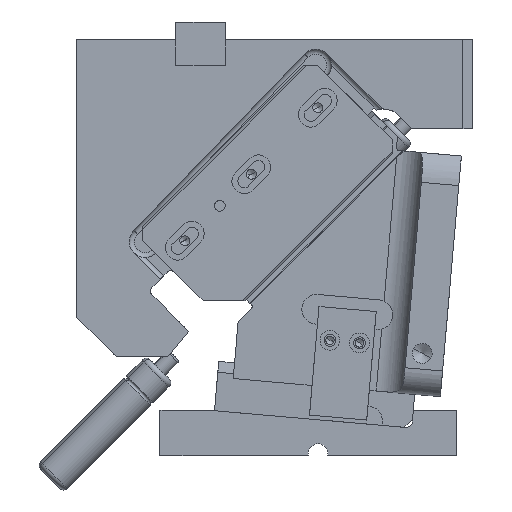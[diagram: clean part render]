
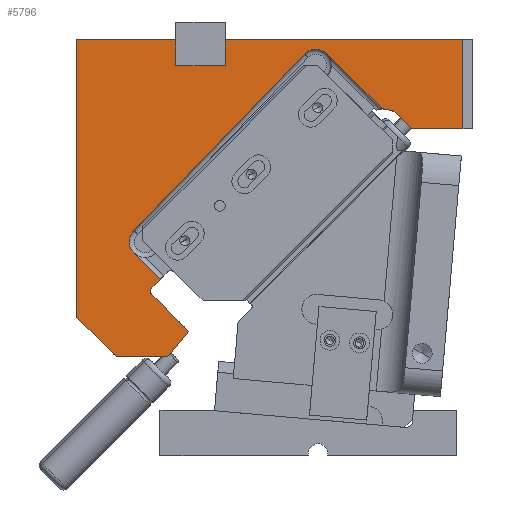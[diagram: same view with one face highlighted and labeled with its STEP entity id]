
A CAD part, front view. The second image highlights one B-rep face of the part: STEP entity #5796.
In plain terms, the highlighted planar face has unit normal (0, -1, 0).
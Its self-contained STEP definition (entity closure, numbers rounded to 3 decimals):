
#5219=CARTESIAN_POINT('Vertex',(-104.045,-24.,-55.)) ;
#5222=CARTESIAN_POINT('Line Origine',(-117.023,-24.,-55.)) ;
#5226=CARTESIAN_POINT('Vertex',(-130.,-24.,-55.)) ;
#5394=CARTESIAN_POINT('Vertex',(-150.,-24.,105.)) ;
#5427=CARTESIAN_POINT('Vertex',(-150.,-24.,-35.)) ;
#5430=CARTESIAN_POINT('Line Origine',(-150.,-24.,35.)) ;
#5615=CARTESIAN_POINT('Vertex',(-93.423,-24.,-42.341)) ;
#5618=CARTESIAN_POINT('Line Origine',(-98.734,-24.,-48.671)) ;
#5630=CARTESIAN_POINT('Axis2P3D Location',(0.,-24.,0.)) ;
#5635=CARTESIAN_POINT('Line Origine',(-102.75,-24.,-33.015)) ;
#5639=CARTESIAN_POINT('Vertex',(-112.076,-24.,-23.688)) ;
#5642=CARTESIAN_POINT('Axis2P3D Location',(-110.309,-24.,-21.92)) ;
#5646=CARTESIAN_POINT('Vertex',(-112.076,-24.,-20.153)) ;
#5649=CARTESIAN_POINT('Line Origine',(-109.955,-24.,-18.031)) ;
#5653=CARTESIAN_POINT('Vertex',(-107.834,-24.,-15.91)) ;
#5656=CARTESIAN_POINT('Line Origine',(-114.441,-24.,-9.302)) ;
#5660=CARTESIAN_POINT('Vertex',(-121.049,-24.,-2.695)) ;
#5663=CARTESIAN_POINT('Line Origine',(-121.048,-24.,-2.695)) ;
#5667=CARTESIAN_POINT('Vertex',(-121.048,-24.,-2.694)) ;
#5670=CARTESIAN_POINT('Axis2P3D Location',(-115.49,-24.,3.06)) ;
#5674=CARTESIAN_POINT('Vertex',(-121.245,-24.,8.618)) ;
#5677=CARTESIAN_POINT('Line Origine',(-78.17,-24.,53.224)) ;
#5681=CARTESIAN_POINT('Vertex',(-35.094,-24.,97.829)) ;
#5684=CARTESIAN_POINT('Axis2P3D Location',(-29.34,-24.,92.272)) ;
#5688=CARTESIAN_POINT('Vertex',(-23.783,-24.,98.027)) ;
#5691=CARTESIAN_POINT('Line Origine',(-23.782,-24.,98.027)) ;
#5695=CARTESIAN_POINT('Vertex',(-23.782,-24.,98.028)) ;
#5698=CARTESIAN_POINT('Line Origine',(-9.805,-24.,84.051)) ;
#5702=CARTESIAN_POINT('Vertex',(4.172,-24.,70.074)) ;
#5705=CARTESIAN_POINT('Axis2P3D Location',(4.95,-24.,60.104)) ;
#5709=CARTESIAN_POINT('Vertex',(12.021,-24.,67.175)) ;
#5712=CARTESIAN_POINT('Line Origine',(15.608,-24.,63.588)) ;
#5716=CARTESIAN_POINT('Vertex',(19.196,-24.,60.)) ;
#5719=CARTESIAN_POINT('Line Origine',(32.098,-24.,60.)) ;
#5723=CARTESIAN_POINT('Vertex',(45.,-24.,60.)) ;
#5726=CARTESIAN_POINT('Line Origine',(45.,-24.,82.5)) ;
#5730=CARTESIAN_POINT('Vertex',(45.,-24.,105.)) ;
#5733=CARTESIAN_POINT('Line Origine',(-15.,-24.,105.)) ;
#5737=CARTESIAN_POINT('Vertex',(-75.,-24.,105.)) ;
#5740=CARTESIAN_POINT('Line Origine',(-75.,-24.,98.5)) ;
#5744=CARTESIAN_POINT('Vertex',(-75.,-24.,92.)) ;
#5747=CARTESIAN_POINT('Line Origine',(-87.5,-24.,92.)) ;
#5751=CARTESIAN_POINT('Vertex',(-100.,-24.,92.)) ;
#5754=CARTESIAN_POINT('Line Origine',(-100.,-24.,98.5)) ;
#5758=CARTESIAN_POINT('Vertex',(-100.,-24.,105.)) ;
#5761=CARTESIAN_POINT('Line Origine',(-125.,-24.,105.)) ;
#5766=CARTESIAN_POINT('Line Origine',(-140.,-24.,-45.)) ;
#5223=DIRECTION('Vector Direction',(1.,0.,0.)) ;
#5431=DIRECTION('Vector Direction',(0.,0.,-1.)) ;
#5619=DIRECTION('Vector Direction',(-0.643,0.,-0.766)) ;
#5631=DIRECTION('Axis2P3D Direction',(0.,1.,0.)) ;
#5632=DIRECTION('Axis2P3D XDirection',(-1.,0.,0.)) ;
#5636=DIRECTION('Vector Direction',(0.707,0.,-0.707)) ;
#5643=DIRECTION('Axis2P3D Direction',(0.,1.,0.)) ;
#5650=DIRECTION('Vector Direction',(-0.707,0.,-0.707)) ;
#5657=DIRECTION('Vector Direction',(-0.707,0.,0.707)) ;
#5664=DIRECTION('Vector Direction',(-0.695,0.,-0.719)) ;
#5671=DIRECTION('Axis2P3D Direction',(0.,1.,0.)) ;
#5678=DIRECTION('Vector Direction',(0.695,0.,0.719)) ;
#5685=DIRECTION('Axis2P3D Direction',(0.,1.,0.)) ;
#5692=DIRECTION('Vector Direction',(-0.695,0.,-0.719)) ;
#5699=DIRECTION('Vector Direction',(-0.707,0.,0.707)) ;
#5706=DIRECTION('Axis2P3D Direction',(0.,1.,0.)) ;
#5713=DIRECTION('Vector Direction',(0.707,0.,-0.707)) ;
#5720=DIRECTION('Vector Direction',(-1.,0.,0.)) ;
#5727=DIRECTION('Vector Direction',(0.,0.,-1.)) ;
#5734=DIRECTION('Vector Direction',(1.,0.,0.)) ;
#5741=DIRECTION('Vector Direction',(0.,0.,1.)) ;
#5748=DIRECTION('Vector Direction',(1.,0.,0.)) ;
#5755=DIRECTION('Vector Direction',(0.,0.,1.)) ;
#5762=DIRECTION('Vector Direction',(1.,0.,0.)) ;
#5767=DIRECTION('Vector Direction',(0.707,0.,-0.707)) ;
#5633=AXIS2_PLACEMENT_3D('Plane Axis2P3D',#5630,#5631,#5632) ;
#5644=AXIS2_PLACEMENT_3D('Circle Axis2P3D',#5642,#5643,$) ;
#5672=AXIS2_PLACEMENT_3D('Circle Axis2P3D',#5670,#5671,$) ;
#5686=AXIS2_PLACEMENT_3D('Circle Axis2P3D',#5684,#5685,$) ;
#5707=AXIS2_PLACEMENT_3D('Circle Axis2P3D',#5705,#5706,$) ;
#5772=ORIENTED_EDGE('',*,*,#5641,.F.) ;
#5773=ORIENTED_EDGE('',*,*,#5648,.T.) ;
#5774=ORIENTED_EDGE('',*,*,#5655,.F.) ;
#5775=ORIENTED_EDGE('',*,*,#5662,.T.) ;
#5776=ORIENTED_EDGE('',*,*,#5669,.F.) ;
#5777=ORIENTED_EDGE('',*,*,#5676,.T.) ;
#5778=ORIENTED_EDGE('',*,*,#5683,.T.) ;
#5779=ORIENTED_EDGE('',*,*,#5690,.T.) ;
#5780=ORIENTED_EDGE('',*,*,#5697,.F.) ;
#5781=ORIENTED_EDGE('',*,*,#5704,.F.) ;
#5782=ORIENTED_EDGE('',*,*,#5711,.T.) ;
#5783=ORIENTED_EDGE('',*,*,#5718,.T.) ;
#5784=ORIENTED_EDGE('',*,*,#5725,.F.) ;
#5785=ORIENTED_EDGE('',*,*,#5732,.F.) ;
#5786=ORIENTED_EDGE('',*,*,#5739,.F.) ;
#5787=ORIENTED_EDGE('',*,*,#5746,.F.) ;
#5788=ORIENTED_EDGE('',*,*,#5753,.F.) ;
#5789=ORIENTED_EDGE('',*,*,#5760,.T.) ;
#5790=ORIENTED_EDGE('',*,*,#5765,.F.) ;
#5791=ORIENTED_EDGE('',*,*,#5434,.T.) ;
#5792=ORIENTED_EDGE('',*,*,#5770,.F.) ;
#5793=ORIENTED_EDGE('',*,*,#5228,.F.) ;
#5794=ORIENTED_EDGE('',*,*,#5622,.F.) ;
#5224=VECTOR('Line Direction',#5223,1.) ;
#5432=VECTOR('Line Direction',#5431,1.) ;
#5620=VECTOR('Line Direction',#5619,1.) ;
#5637=VECTOR('Line Direction',#5636,1.) ;
#5651=VECTOR('Line Direction',#5650,1.) ;
#5658=VECTOR('Line Direction',#5657,1.) ;
#5665=VECTOR('Line Direction',#5664,1.) ;
#5679=VECTOR('Line Direction',#5678,1.) ;
#5693=VECTOR('Line Direction',#5692,1.) ;
#5700=VECTOR('Line Direction',#5699,1.) ;
#5714=VECTOR('Line Direction',#5713,1.) ;
#5721=VECTOR('Line Direction',#5720,1.) ;
#5728=VECTOR('Line Direction',#5727,1.) ;
#5735=VECTOR('Line Direction',#5734,1.) ;
#5742=VECTOR('Line Direction',#5741,1.) ;
#5749=VECTOR('Line Direction',#5748,1.) ;
#5756=VECTOR('Line Direction',#5755,1.) ;
#5763=VECTOR('Line Direction',#5762,1.) ;
#5768=VECTOR('Line Direction',#5767,1.) ;
#5796=ADVANCED_FACE('SCHIEBERBETT',(#5795),#5634,.F.) ;
#5645=CIRCLE('generated circle',#5644,2.5) ;
#5673=CIRCLE('generated circle',#5672,8.) ;
#5687=CIRCLE('generated circle',#5686,8.) ;
#5708=CIRCLE('generated circle',#5707,10.) ;
#5228=EDGE_CURVE('',#5220,#5227,#5225,.F.) ;
#5434=EDGE_CURVE('',#5395,#5428,#5433,.T.) ;
#5622=EDGE_CURVE('',#5616,#5220,#5621,.T.) ;
#5641=EDGE_CURVE('',#5640,#5616,#5638,.T.) ;
#5648=EDGE_CURVE('',#5640,#5647,#5645,.T.) ;
#5655=EDGE_CURVE('',#5654,#5647,#5652,.T.) ;
#5662=EDGE_CURVE('',#5654,#5661,#5659,.T.) ;
#5669=EDGE_CURVE('',#5668,#5661,#5666,.T.) ;
#5676=EDGE_CURVE('',#5668,#5675,#5673,.T.) ;
#5683=EDGE_CURVE('',#5675,#5682,#5680,.T.) ;
#5690=EDGE_CURVE('',#5682,#5689,#5687,.T.) ;
#5697=EDGE_CURVE('',#5696,#5689,#5694,.T.) ;
#5704=EDGE_CURVE('',#5703,#5696,#5701,.T.) ;
#5711=EDGE_CURVE('',#5703,#5710,#5708,.T.) ;
#5718=EDGE_CURVE('',#5710,#5717,#5715,.T.) ;
#5725=EDGE_CURVE('',#5724,#5717,#5722,.T.) ;
#5732=EDGE_CURVE('',#5731,#5724,#5729,.T.) ;
#5739=EDGE_CURVE('',#5738,#5731,#5736,.T.) ;
#5746=EDGE_CURVE('',#5745,#5738,#5743,.T.) ;
#5753=EDGE_CURVE('',#5752,#5745,#5750,.T.) ;
#5760=EDGE_CURVE('',#5752,#5759,#5757,.T.) ;
#5765=EDGE_CURVE('',#5395,#5759,#5764,.T.) ;
#5770=EDGE_CURVE('',#5227,#5428,#5769,.F.) ;
#5771=EDGE_LOOP('',(#5772,#5773,#5774,#5775,#5776,#5777,#5778,#5779,#5780,#5781,#5782,#5783,#5784,#5785,#5786,#5787,#5788,#5789,#5790,#5791,#5792,#5793,#5794)) ;
#5795=FACE_OUTER_BOUND('',#5771,.T.) ;
#5225=LINE('Line',#5222,#5224) ;
#5433=LINE('Line',#5430,#5432) ;
#5621=LINE('Line',#5618,#5620) ;
#5638=LINE('Line',#5635,#5637) ;
#5652=LINE('Line',#5649,#5651) ;
#5659=LINE('Line',#5656,#5658) ;
#5666=LINE('Line',#5663,#5665) ;
#5680=LINE('Line',#5677,#5679) ;
#5694=LINE('Line',#5691,#5693) ;
#5701=LINE('Line',#5698,#5700) ;
#5715=LINE('Line',#5712,#5714) ;
#5722=LINE('Line',#5719,#5721) ;
#5729=LINE('Line',#5726,#5728) ;
#5736=LINE('Line',#5733,#5735) ;
#5743=LINE('Line',#5740,#5742) ;
#5750=LINE('Line',#5747,#5749) ;
#5757=LINE('Line',#5754,#5756) ;
#5764=LINE('Line',#5761,#5763) ;
#5769=LINE('Line',#5766,#5768) ;
#5634=PLANE('',#5633) ;
#5220=VERTEX_POINT('',#5219) ;
#5227=VERTEX_POINT('',#5226) ;
#5395=VERTEX_POINT('',#5394) ;
#5428=VERTEX_POINT('',#5427) ;
#5616=VERTEX_POINT('',#5615) ;
#5640=VERTEX_POINT('',#5639) ;
#5647=VERTEX_POINT('',#5646) ;
#5654=VERTEX_POINT('',#5653) ;
#5661=VERTEX_POINT('',#5660) ;
#5668=VERTEX_POINT('',#5667) ;
#5675=VERTEX_POINT('',#5674) ;
#5682=VERTEX_POINT('',#5681) ;
#5689=VERTEX_POINT('',#5688) ;
#5696=VERTEX_POINT('',#5695) ;
#5703=VERTEX_POINT('',#5702) ;
#5710=VERTEX_POINT('',#5709) ;
#5717=VERTEX_POINT('',#5716) ;
#5724=VERTEX_POINT('',#5723) ;
#5731=VERTEX_POINT('',#5730) ;
#5738=VERTEX_POINT('',#5737) ;
#5745=VERTEX_POINT('',#5744) ;
#5752=VERTEX_POINT('',#5751) ;
#5759=VERTEX_POINT('',#5758) ;
